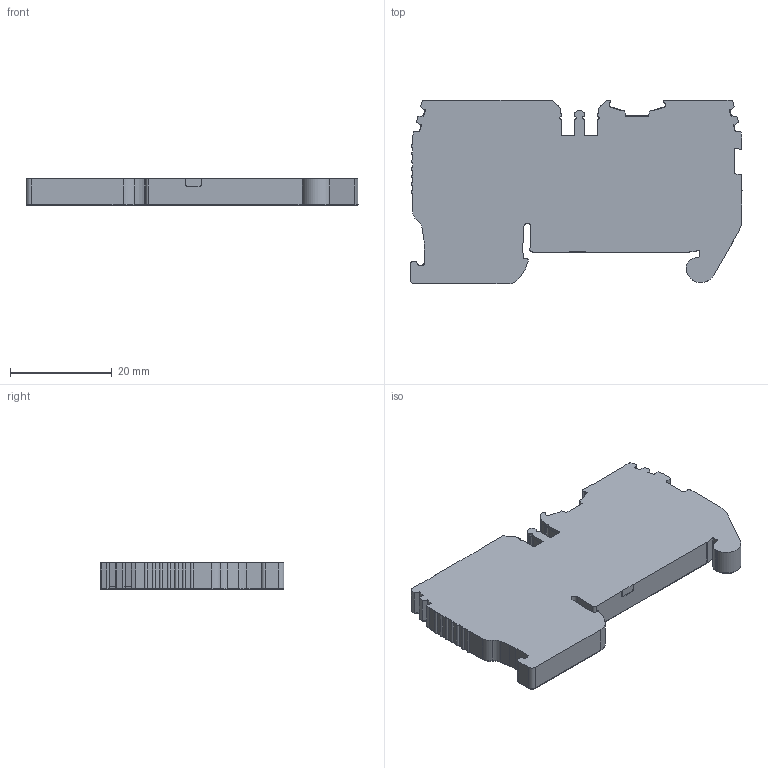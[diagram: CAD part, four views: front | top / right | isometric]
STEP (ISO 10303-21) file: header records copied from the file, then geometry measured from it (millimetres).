
FILE_DESCRIPTION (( 'STEP AP214' ), '1' );
FILE_NAME ('310139_CTP 2.5E_Grey.STEP', '2017-10-02T12:52:11', ( '' ), ( '' ), 'SwSTEP 2.0', 'SolidWorks 2017', '' );
FILE_SCHEMA (( 'AUTOMOTIVE_DESIGN' ));
Length unit declared in the file: millimetre
Products named in the file (1): 310139_CTP 2.5E_Grey
Bounding box: 65.12 x 36.07 x 5.15 mm (x, y, z)
Volume: 10082.8 mm3; surface area: 5295.8 mm2
Topology: 1 solids, 1 shells, 500 faces, 1476 edges, 983 vertices
Faces by surface type: plane 301, cylinder 199
Entity records: 16755 total; most frequent: CARTESIAN_POINT 3000, ORIENTED_EDGE 2952, DIRECTION 2861, EDGE_CURVE 1476, VECTOR 1073, LINE 1073, VERTEX_POINT 983, AXIS2_PLACEMENT_3D 894
